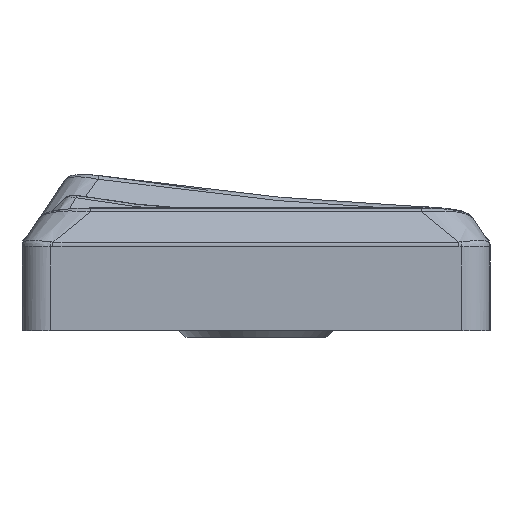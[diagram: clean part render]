
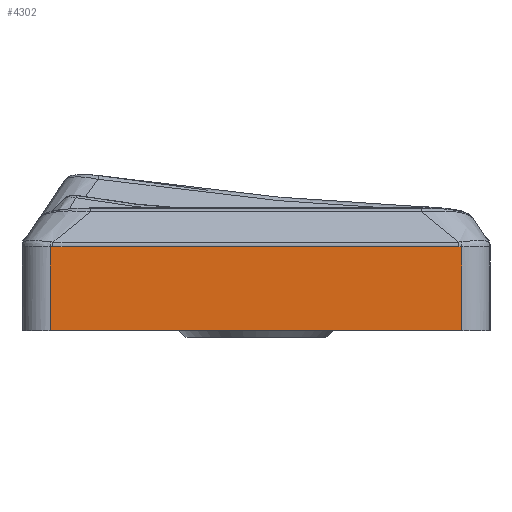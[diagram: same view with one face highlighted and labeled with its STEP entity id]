
A CAD part, left-side view. The second image highlights one B-rep face of the part: STEP entity #4302.
In plain terms, the highlighted planar face has unit normal (-1, 0, 0).
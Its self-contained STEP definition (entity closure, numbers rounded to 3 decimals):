
#24=ELLIPSE('',#4572,1.034,0.617);
#141=B_SPLINE_CURVE_WITH_KNOTS('',3,(#6423,#6424,#6425,#6426),
 .UNSPECIFIED.,.F.,.F.,(4,4),(-0.009,0.),.UNSPECIFIED.);
#328=PLANE('',#4610);
#481=FACE_OUTER_BOUND('',#759,.T.);
#759=EDGE_LOOP('',(#3178,#3179,#3180,#3181,#3182,#3183));
#1027=LINE('',#6115,#1351);
#1035=LINE('',#6403,#1359);
#1044=LINE('',#6741,#1368);
#1055=LINE('',#6974,#1379);
#1351=VECTOR('',#5020,10.);
#1359=VECTOR('',#5066,10.);
#1368=VECTOR('',#5113,10.);
#1379=VECTOR('',#5170,10.);
#1834=VERTEX_POINT('',#6111);
#1836=VERTEX_POINT('',#6114);
#1859=VERTEX_POINT('',#6365);
#1861=VERTEX_POINT('',#6400);
#1862=VERTEX_POINT('',#6402);
#1864=VERTEX_POINT('',#6459);
#2261=EDGE_CURVE('',#1836,#1834,#1027,.F.);
#2295=EDGE_CURVE('',#1861,#1862,#1035,.T.);
#2298=EDGE_CURVE('',#1862,#1859,#141,.T.);
#2304=EDGE_CURVE('',#1864,#1861,#24,.T.);
#2336=EDGE_CURVE('',#1836,#1864,#1044,.T.);
#2364=EDGE_CURVE('',#1859,#1834,#1055,.T.);
#3178=ORIENTED_EDGE('',*,*,#2304,.F.);
#3179=ORIENTED_EDGE('',*,*,#2336,.F.);
#3180=ORIENTED_EDGE('',*,*,#2261,.T.);
#3181=ORIENTED_EDGE('',*,*,#2364,.F.);
#3182=ORIENTED_EDGE('',*,*,#2298,.F.);
#3183=ORIENTED_EDGE('',*,*,#2295,.F.);
#4302=ADVANCED_FACE('',(#481),#328,.F.);
#4572=AXIS2_PLACEMENT_3D('',#6495,#5074,#5075);
#4610=AXIS2_PLACEMENT_3D('',#6973,#5168,#5169);
#5020=DIRECTION('',(0.,1.,0.));
#5066=DIRECTION('',(0.,-1.,0.));
#5074=DIRECTION('center_axis',(1.,0.,0.));
#5075=DIRECTION('ref_axis',(0.,-0.893,0.45));
#5113=DIRECTION('',(0.,0.,1.));
#5168=DIRECTION('center_axis',(1.,0.,0.));
#5169=DIRECTION('ref_axis',(0.,0.,-1.));
#5170=DIRECTION('',(0.,0.,-1.));
#6111=CARTESIAN_POINT('',(-25.242,-100.232,-1.647));
#6114=CARTESIAN_POINT('',(-25.242,-85.732,-1.647));
#6115=CARTESIAN_POINT('',(-25.242,-96.732,-1.647));
#6365=CARTESIAN_POINT('',(-25.242,-100.232,1.305));
#6400=CARTESIAN_POINT('',(-25.242,-85.824,1.309));
#6402=CARTESIAN_POINT('',(-25.242,-100.139,1.309));
#6403=CARTESIAN_POINT('',(-25.242,-96.115,1.309));
#6423=CARTESIAN_POINT('Ctrl Pts',(-25.242,-100.139,1.309));
#6424=CARTESIAN_POINT('Ctrl Pts',(-25.242,-100.17,1.309));
#6425=CARTESIAN_POINT('Ctrl Pts',(-25.242,-100.201,1.308));
#6426=CARTESIAN_POINT('Ctrl Pts',(-25.242,-100.232,1.305));
#6459=CARTESIAN_POINT('',(-25.242,-85.732,1.305));
#6495=CARTESIAN_POINT('Origin',(-25.242,-85.441,0.588));
#6741=CARTESIAN_POINT('',(-25.242,-85.732,1.402));
#6973=CARTESIAN_POINT('Origin',(-25.242,-92.982,1.402));
#6974=CARTESIAN_POINT('',(-25.242,-100.232,1.402));
